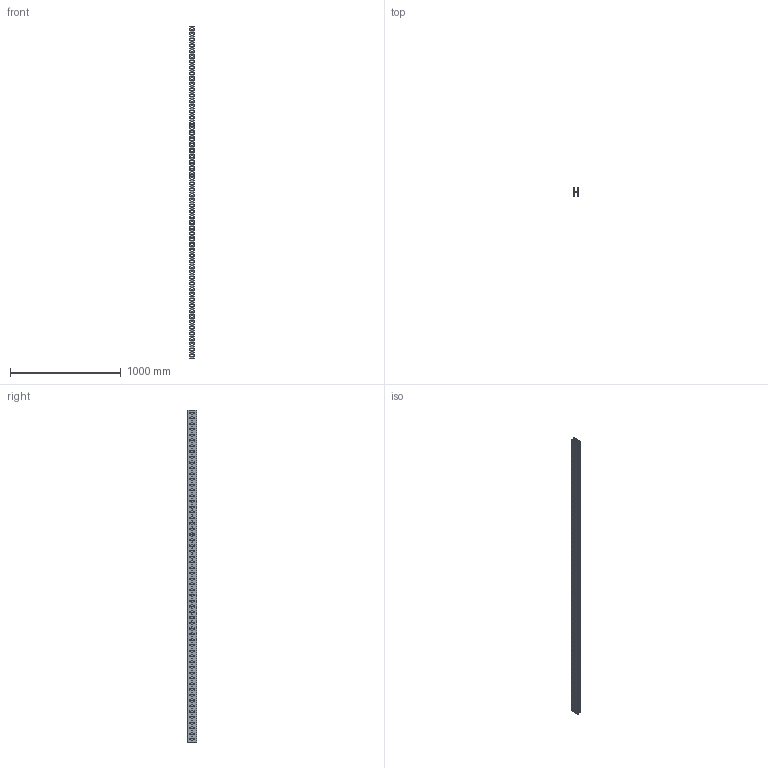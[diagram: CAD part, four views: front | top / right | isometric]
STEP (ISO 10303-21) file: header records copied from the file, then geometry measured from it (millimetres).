
FILE_DESCRIPTION (( 'STEP AP203' ), '1' );
FILE_NAME ('Äâîéíîé STRUT-ïðîôèëü_h41-L3000.step', '2022-01-25T08:27:56', ( '' ), ( '' ), 'SwSTEP 2.0', 'SolidWorks 2017', '' );
FILE_SCHEMA (( 'CONFIG_CONTROL_DESIGN' ));
Products named in the file (2): STRUT-镳铘桦黖h41-3000; Äâîéíîé STRUT-ïðîôèëü_h41-L3000
Assembly tree (2 placements, depth 2):
  Äâîéíîé STRUT-ïðîôèëü_h41-L3000
    STRUT-镳铘桦黖h41-3000  x2
Bounding box: 41 x 82 x 3000 mm (x, y, z)
Volume: 1840375.2 mm3; surface area: 1577237.5 mm2
Topology: 2 solids, 2 shells, 4736 faces, 14148 edges, 9416 vertices
Faces by surface type: plane 4004, cylinder 732
Entity records: 79566 total; most frequent: CARTESIAN_POINT 14155, ORIENTED_EDGE 14148, DIRECTION 12552, EDGE_CURVE 7074, LINE 6342, VECTOR 6342, VERTEX_POINT 4708, AXIS2_PLACEMENT_3D 3105
